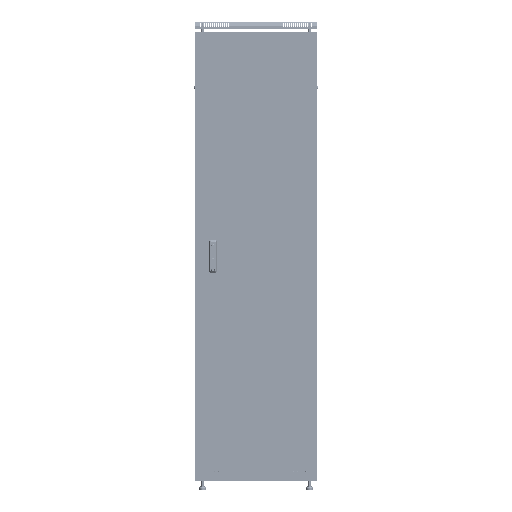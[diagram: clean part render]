
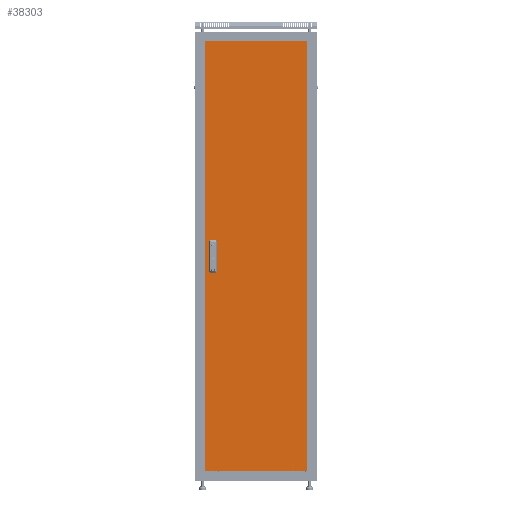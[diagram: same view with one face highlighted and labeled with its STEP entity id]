
A CAD part, top view. The second image highlights one B-rep face of the part: STEP entity #38303.
In plain terms, the highlighted planar face has unit normal (0, 0, 1).
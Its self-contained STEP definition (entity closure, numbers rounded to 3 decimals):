
#688 = LINE ( 'NONE', #20959, #132219 ) ;
#931 = CARTESIAN_POINT ( 'NONE',  ( -253., -1063.5, 0. ) ) ;
#4656 = CARTESIAN_POINT ( 'NONE',  ( -200.5, -75., 0. ) ) ;
#4734 = EDGE_CURVE ( 'NONE', #25606, #102507, #119683, .T. ) ;
#8281 = CARTESIAN_POINT ( 'NONE',  ( -253., -1063.5, 0. ) ) ;
#8618 = ORIENTED_EDGE ( 'NONE', *, *, #88699, .T. ) ;
#9969 = ORIENTED_EDGE ( 'NONE', *, *, #61540, .T. ) ;
#11075 = DIRECTION ( 'NONE',  ( 0., 0., 1. ) ) ;
#11678 = VECTOR ( 'NONE', #138962, 1000. ) ;
#12927 = EDGE_LOOP ( 'NONE', ( #86394, #31577, #81013, #67088 ) ) ;
#13361 = CARTESIAN_POINT ( 'NONE',  ( -225.5, 25., 0. ) ) ;
#13443 = EDGE_CURVE ( 'NONE', #78896, #60896, #688, .T. ) ;
#13939 = ORIENTED_EDGE ( 'NONE', *, *, #13443, .T. ) ;
#20424 = VECTOR ( 'NONE', #110220, 1000. ) ;
#20623 = CARTESIAN_POINT ( 'NONE',  ( -225.5, -25., 0. ) ) ;
#20959 = CARTESIAN_POINT ( 'NONE',  ( -253., 1063.5, 0. ) ) ;
#21500 = VERTEX_POINT ( 'NONE', #8281 ) ;
#24837 = EDGE_LOOP ( 'NONE', ( #9969, #8618, #87223, #43956 ) ) ;
#25606 = VERTEX_POINT ( 'NONE', #110648 ) ;
#28567 = DIRECTION ( 'NONE',  ( -1., 0., 0. ) ) ;
#28885 = EDGE_CURVE ( 'NONE', #60896, #21500, #36652, .T. ) ;
#29287 = VERTEX_POINT ( 'NONE', #39517 ) ;
#30117 = CARTESIAN_POINT ( 'NONE',  ( -253., 1063.5, 0. ) ) ;
#31436 = CARTESIAN_POINT ( 'NONE',  ( -225.5, 75., 0. ) ) ;
#31577 = ORIENTED_EDGE ( 'NONE', *, *, #40012, .F. ) ;
#36338 = CARTESIAN_POINT ( 'NONE',  ( -200.5, 25., 0. ) ) ;
#36652 = LINE ( 'NONE', #30117, #120286 ) ;
#38303 = ADVANCED_FACE ( 'NONE', ( #139139, #60654, #93036 ), #53539, .T. ) ;
#39517 = CARTESIAN_POINT ( 'NONE',  ( 253., -1063.5, 0. ) ) ;
#40012 = EDGE_CURVE ( 'NONE', #102507, #106186, #99301, .T. ) ;
#41144 = ORIENTED_EDGE ( 'NONE', *, *, #54643, .F. ) ;
#42792 = AXIS2_PLACEMENT_3D ( 'NONE', #76442, #11075, #85983 ) ;
#43335 = LINE ( 'NONE', #105330, #97930 ) ;
#43847 = CARTESIAN_POINT ( 'NONE',  ( -200.5, -25., 0. ) ) ;
#43956 = ORIENTED_EDGE ( 'NONE', *, *, #93905, .T. ) ;
#45227 = CARTESIAN_POINT ( 'NONE',  ( -225.5, 25., 0. ) ) ;
#45729 = VECTOR ( 'NONE', #120842, 1000. ) ;
#47782 = DIRECTION ( 'NONE',  ( 0., 1., 0. ) ) ;
#50059 = EDGE_CURVE ( 'NONE', #85371, #25606, #126834, .T. ) ;
#53539 = PLANE ( 'NONE',  #42792 ) ;
#53598 = CARTESIAN_POINT ( 'NONE',  ( -225.5, 75., 0. ) ) ;
#54643 = EDGE_CURVE ( 'NONE', #78896, #29287, #103662, .T. ) ;
#55459 = DIRECTION ( 'NONE',  ( -1., 0., 0. ) ) ;
#60125 = VECTOR ( 'NONE', #87744, 1000. ) ;
#60654 = FACE_OUTER_BOUND ( 'NONE', #97525, .T. ) ;
#60896 = VERTEX_POINT ( 'NONE', #106407 ) ;
#61038 = VERTEX_POINT ( 'NONE', #43847 ) ;
#61317 = DIRECTION ( 'NONE',  ( 1., 0., 0. ) ) ;
#61540 = EDGE_CURVE ( 'NONE', #100967, #61038, #88410, .T. ) ;
#62586 = DIRECTION ( 'NONE',  ( 0., -1., 0. ) ) ;
#63491 = CARTESIAN_POINT ( 'NONE',  ( -225.5, -75., 0. ) ) ;
#65042 = CARTESIAN_POINT ( 'NONE',  ( -225.5, -25., 0. ) ) ;
#67088 = ORIENTED_EDGE ( 'NONE', *, *, #50059, .F. ) ;
#67118 = ORIENTED_EDGE ( 'NONE', *, *, #28885, .T. ) ;
#69771 = VECTOR ( 'NONE', #61317, 1000. ) ;
#70561 = VECTOR ( 'NONE', #47782, 1000. ) ;
#75399 = CARTESIAN_POINT ( 'NONE',  ( -200.5, -25., 0. ) ) ;
#76442 = CARTESIAN_POINT ( 'NONE',  ( 0., 0., 0. ) ) ;
#78896 = VERTEX_POINT ( 'NONE', #127256 ) ;
#81013 = ORIENTED_EDGE ( 'NONE', *, *, #4734, .F. ) ;
#83668 = LINE ( 'NONE', #931, #20424 ) ;
#85371 = VERTEX_POINT ( 'NONE', #124813 ) ;
#85983 = DIRECTION ( 'NONE',  ( 1., 0., 0. ) ) ;
#86394 = ORIENTED_EDGE ( 'NONE', *, *, #104903, .F. ) ;
#87223 = ORIENTED_EDGE ( 'NONE', *, *, #112799, .T. ) ;
#87744 = DIRECTION ( 'NONE',  ( 0., -1., 0. ) ) ;
#87828 = EDGE_CURVE ( 'NONE', #29287, #21500, #83668, .T. ) ;
#88410 = LINE ( 'NONE', #65042, #45729 ) ;
#88699 = EDGE_CURVE ( 'NONE', #61038, #106386, #105574, .T. ) ;
#93036 = FACE_BOUND ( 'NONE', #24837, .T. ) ;
#93905 = EDGE_CURVE ( 'NONE', #134474, #100967, #134706, .T. ) ;
#96588 = DIRECTION ( 'NONE',  ( -1., 0., 0. ) ) ;
#97525 = EDGE_LOOP ( 'NONE', ( #67118, #101252, #41144, #13939 ) ) ;
#97930 = VECTOR ( 'NONE', #28567, 1000. ) ;
#98660 = LINE ( 'NONE', #137236, #69771 ) ;
#99301 = LINE ( 'NONE', #13361, #60125 ) ;
#100967 = VERTEX_POINT ( 'NONE', #108852 ) ;
#101252 = ORIENTED_EDGE ( 'NONE', *, *, #87828, .F. ) ;
#102147 = VECTOR ( 'NONE', #141382, 1000. ) ;
#102507 = VERTEX_POINT ( 'NONE', #31436 ) ;
#103662 = LINE ( 'NONE', #104415, #110518 ) ;
#104415 = CARTESIAN_POINT ( 'NONE',  ( 253., 1063.5, 0. ) ) ;
#104903 = EDGE_CURVE ( 'NONE', #106186, #85371, #98660, .T. ) ;
#105330 = CARTESIAN_POINT ( 'NONE',  ( -225.5, -75., 0. ) ) ;
#105574 = LINE ( 'NONE', #75399, #11678 ) ;
#106186 = VERTEX_POINT ( 'NONE', #45227 ) ;
#106386 = VERTEX_POINT ( 'NONE', #4656 ) ;
#106407 = CARTESIAN_POINT ( 'NONE',  ( -253., 1063.5, 0. ) ) ;
#108852 = CARTESIAN_POINT ( 'NONE',  ( -225.5, -25., 0. ) ) ;
#110220 = DIRECTION ( 'NONE',  ( -1., 0., 0. ) ) ;
#110518 = VECTOR ( 'NONE', #115461, 1000. ) ;
#110648 = CARTESIAN_POINT ( 'NONE',  ( -200.5, 75., 0. ) ) ;
#112799 = EDGE_CURVE ( 'NONE', #106386, #134474, #43335, .T. ) ;
#115461 = DIRECTION ( 'NONE',  ( 0., -1., 0. ) ) ;
#119683 = LINE ( 'NONE', #53598, #121462 ) ;
#120286 = VECTOR ( 'NONE', #62586, 1000. ) ;
#120842 = DIRECTION ( 'NONE',  ( 1., 0., 0. ) ) ;
#121462 = VECTOR ( 'NONE', #55459, 1000. ) ;
#124813 = CARTESIAN_POINT ( 'NONE',  ( -200.5, 25., 0. ) ) ;
#126834 = LINE ( 'NONE', #36338, #70561 ) ;
#127256 = CARTESIAN_POINT ( 'NONE',  ( 253., 1063.5, 0. ) ) ;
#132219 = VECTOR ( 'NONE', #96588, 1000. ) ;
#134474 = VERTEX_POINT ( 'NONE', #63491 ) ;
#134706 = LINE ( 'NONE', #20623, #102147 ) ;
#137236 = CARTESIAN_POINT ( 'NONE',  ( -225.5, 25., 0. ) ) ;
#138962 = DIRECTION ( 'NONE',  ( 0., -1., 0. ) ) ;
#139139 = FACE_BOUND ( 'NONE', #12927, .T. ) ;
#141382 = DIRECTION ( 'NONE',  ( 0., 1., 0. ) ) ;
